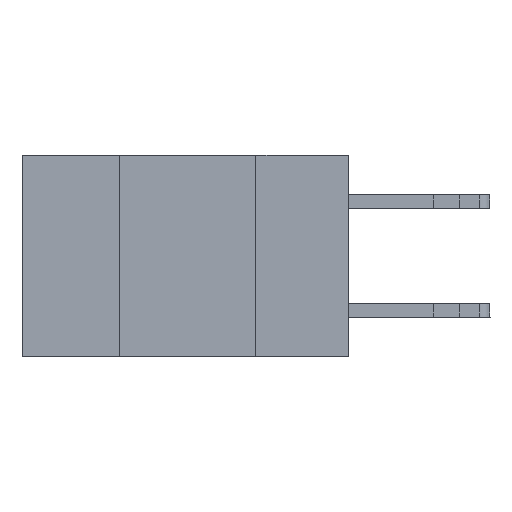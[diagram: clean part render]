
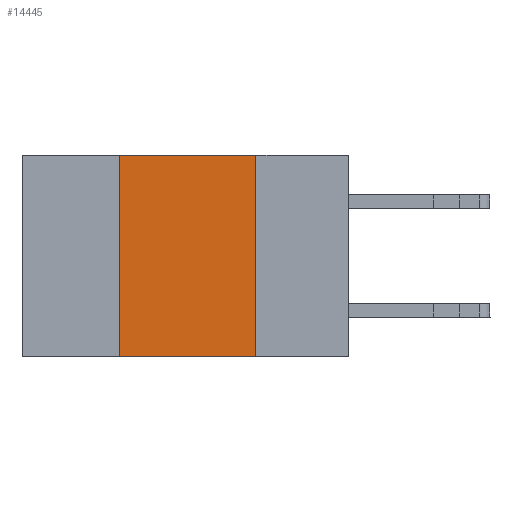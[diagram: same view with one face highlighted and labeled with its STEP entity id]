
A CAD part, left-side view. The second image highlights one B-rep face of the part: STEP entity #14445.
In plain terms, the highlighted planar face has unit normal (-1, 0, 0).
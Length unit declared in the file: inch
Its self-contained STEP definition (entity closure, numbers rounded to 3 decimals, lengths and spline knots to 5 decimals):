
#892 = DIRECTION ( 'NONE',  ( 0., 0., -1. ) ) ;
#1854 = CARTESIAN_POINT ( 'NONE',  ( 0., 0.17, -0.37 ) ) ;
#2479 = VERTEX_POINT ( 'NONE', #14858 ) ;
#2739 = DIRECTION ( 'NONE',  ( 0., 0., 1. ) ) ;
#3467 = CARTESIAN_POINT ( 'NONE',  ( 0., 0.42, 0. ) ) ;
#3478 = EDGE_CURVE ( 'NONE', #8109, #14978, #10886, .T. ) ;
#3484 = PLANE ( 'NONE',  #3830 ) ;
#3741 = ORIENTED_EDGE ( 'NONE', *, *, #3478, .T. ) ;
#3830 = AXIS2_PLACEMENT_3D ( 'NONE', #12325, #12374, #8667 ) ;
#3992 = CARTESIAN_POINT ( 'NONE',  ( 0., 0.42, 0. ) ) ;
#4703 = CARTESIAN_POINT ( 'NONE',  ( 0., 0.17, 0. ) ) ;
#5833 = VECTOR ( 'NONE', #892, 39.37008 ) ;
#5842 = ORIENTED_EDGE ( 'NONE', *, *, #8477, .F. ) ;
#5890 = EDGE_CURVE ( 'NONE', #15782, #2479, #14915, .T. ) ;
#5938 = EDGE_CURVE ( 'NONE', #2479, #14978, #12570, .T. ) ;
#6765 = FACE_OUTER_BOUND ( 'NONE', #10633, .T. ) ;
#7505 = VECTOR ( 'NONE', #13396, 39.37008 ) ;
#7904 = LINE ( 'NONE', #3992, #8283 ) ;
#8109 = VERTEX_POINT ( 'NONE', #11627 ) ;
#8227 = VECTOR ( 'NONE', #10712, 39.37008 ) ;
#8283 = VECTOR ( 'NONE', #2739, 39.37008 ) ;
#8477 = EDGE_CURVE ( 'NONE', #8109, #15782, #7904, .T. ) ;
#8667 = DIRECTION ( 'NONE',  ( 0., 0., -1. ) ) ;
#9621 = CARTESIAN_POINT ( 'NONE',  ( 0., 0.6, 0. ) ) ;
#10633 = EDGE_LOOP ( 'NONE', ( #11933, #14568, #5842, #3741 ) ) ;
#10712 = DIRECTION ( 'NONE',  ( 0., -1., 0. ) ) ;
#10886 = LINE ( 'NONE', #14540, #7505 ) ;
#11627 = CARTESIAN_POINT ( 'NONE',  ( 0., 0.42, -0.37 ) ) ;
#11933 = ORIENTED_EDGE ( 'NONE', *, *, #5938, .F. ) ;
#12325 = CARTESIAN_POINT ( 'NONE',  ( 0., 0.6, 0. ) ) ;
#12374 = DIRECTION ( 'NONE',  ( 1., 0., 0. ) ) ;
#12570 = LINE ( 'NONE', #4703, #5833 ) ;
#13396 = DIRECTION ( 'NONE',  ( 0., -1., 0. ) ) ;
#14445 = ADVANCED_FACE ( 'NONE', ( #6765 ), #3484, .F. ) ;
#14540 = CARTESIAN_POINT ( 'NONE',  ( 0., 0.6, -0.37 ) ) ;
#14568 = ORIENTED_EDGE ( 'NONE', *, *, #5890, .F. ) ;
#14858 = CARTESIAN_POINT ( 'NONE',  ( 0., 0.17, 0. ) ) ;
#14915 = LINE ( 'NONE', #9621, #8227 ) ;
#14978 = VERTEX_POINT ( 'NONE', #1854 ) ;
#15782 = VERTEX_POINT ( 'NONE', #3467 ) ;
